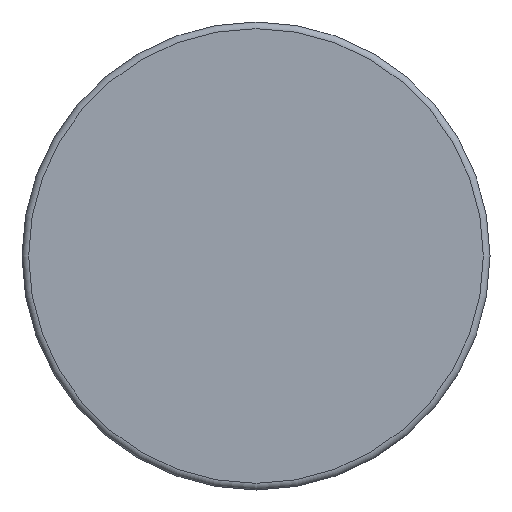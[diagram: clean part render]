
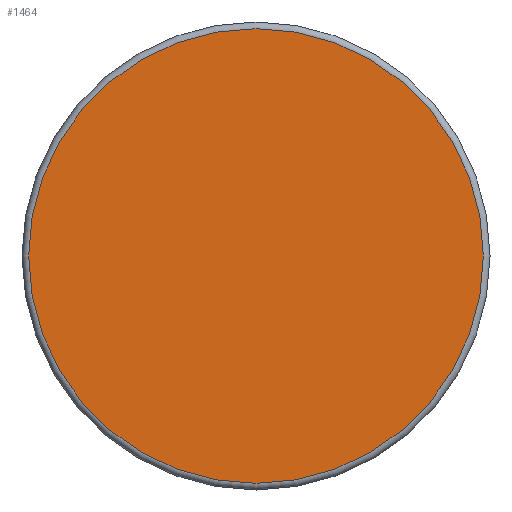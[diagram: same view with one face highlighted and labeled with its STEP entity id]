
A CAD part, front view. The second image highlights one B-rep face of the part: STEP entity #1464.
In plain terms, the highlighted planar face has unit normal (0, -1, 0).
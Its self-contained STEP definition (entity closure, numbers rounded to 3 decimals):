
#116 = CARTESIAN_POINT ( 'NONE',  ( 0., -20.5, 0. ) ) ;
#284 = EDGE_CURVE ( 'NONE', #871, #871, #1338, .T. ) ;
#319 = DIRECTION ( 'NONE',  ( 0., 1., 0. ) ) ;
#871 = VERTEX_POINT ( 'NONE', #1342 ) ;
#939 = AXIS2_PLACEMENT_3D ( 'NONE', #1153, #319, #1532 ) ;
#959 = AXIS2_PLACEMENT_3D ( 'NONE', #116, #1085, #1559 ) ;
#1010 = ORIENTED_EDGE ( 'NONE', *, *, #284, .T. ) ;
#1050 = PLANE ( 'NONE',  #939 ) ;
#1085 = DIRECTION ( 'NONE',  ( 0., -1., 0. ) ) ;
#1142 = EDGE_LOOP ( 'NONE', ( #1010 ) ) ;
#1153 = CARTESIAN_POINT ( 'NONE',  ( 0., -20.5, 0. ) ) ;
#1281 = FACE_OUTER_BOUND ( 'NONE', #1142, .T. ) ;
#1338 = CIRCLE ( 'NONE', #959, 34.2 ) ;
#1342 = CARTESIAN_POINT ( 'NONE',  ( 0., -20.5, 34.2 ) ) ;
#1464 = ADVANCED_FACE ( 'NONE', ( #1281 ), #1050, .F. ) ;
#1532 = DIRECTION ( 'NONE',  ( 0., 0., 1. ) ) ;
#1559 = DIRECTION ( 'NONE',  ( 0., 0., 1. ) ) ;
